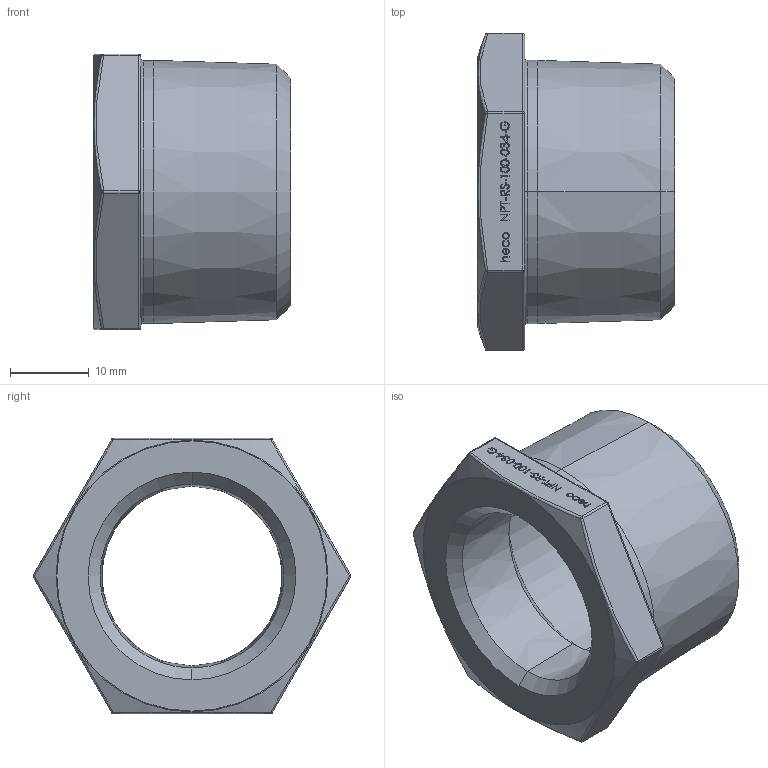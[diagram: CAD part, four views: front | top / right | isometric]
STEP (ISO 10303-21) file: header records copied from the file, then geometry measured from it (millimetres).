
FILE_DESCRIPTION (( 'STEP AP214' ), '1' );
FILE_NAME ('NPT -RS-100-034-G Reduzierstück 1805.STEP', '2018-05-08T13:12:06', ( '' ), ( '' ), 'SwSTEP 2.0', 'SolidWorks 2016', '' );
FILE_SCHEMA (( 'AUTOMOTIVE_DESIGN' ));
Length unit declared in the file: millimetre
Products named in the file (1): NPT -RS-100-034-G Reduzierstück 1805
Bounding box: 25 x 40.32 x 35 mm (x, y, z)
Volume: 9549 mm3; surface area: 5580.9 mm2
Topology: 1 solids, 1 shells, 351 faces, 895 edges, 578 vertices
Faces by surface type: bspline 152, plane 151, cylinder 16, cone 12, sphere 12, torus 8
Entity records: 21244 total; most frequent: CARTESIAN_POINT 11299, ORIENTED_EDGE 1774, DIRECTION 1055, EDGE_CURVE 887, VERTEX_POINT 574, VECTOR 507, LINE 507, EDGE_LOOP 389
